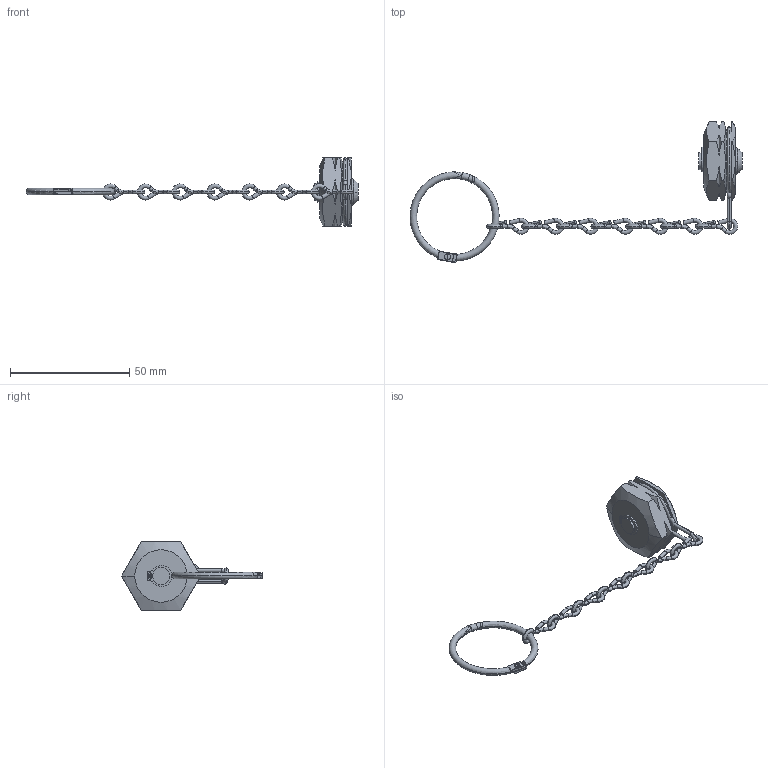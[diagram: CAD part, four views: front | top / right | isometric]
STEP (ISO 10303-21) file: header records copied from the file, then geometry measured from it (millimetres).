
FILE_DESCRIPTION (( 'STEP AP203' ), '1' );
FILE_NAME ('CAP-GT350SS-TVR.STEP', '2025-08-20T19:25:53', ( '' ), ( '' ), 'SwSTEP 2.0', 'SolidWorks 2018', '' );
FILE_SCHEMA (( 'CONFIG_CONTROL_DESIGN' ));
Length unit declared in the file: inch
Products named in the file (11): ASY-000211_Straight Chain; PRT-001099; CAP-GT350SS-TVR; PRT-000119; PRT-004001_97633A150; PRT-000846; ASY-000291; PRT-002239_STAINLESS; PRT-002245_RING-1.187D HALF; PRT-000120; PRT-002255_SMALL PIN
Assembly tree (17 placements, depth 3):
  CAP-GT350SS-TVR
    PRT-001099
    PRT-000119
    PRT-000120
    PRT-004001_97633A150
    PRT-000846
    ASY-000211_Straight Chain
      PRT-002239_STAINLESS  x7
    ASY-000291
      PRT-002245_RING-1.187D HALF  x2
      PRT-002255_SMALL PIN
Bounding box: 139.06 x 58.94 x 28.57 mm (x, y, z)
Volume: 8076 mm3; surface area: 7984.9 mm2
Topology: 15 solids, 15 shells, 385 faces, 889 edges, 525 vertices
Faces by surface type: cylinder 141, torus 80, plane 69, bspline 39, cone 36, sphere 20
Entity records: 9513 total; most frequent: CARTESIAN_POINT 3271, DIRECTION 1080, ORIENTED_EDGE 996, EDGE_CURVE 498, AXIS2_PLACEMENT_3D 463, VERTEX_POINT 304, CIRCLE 235, EDGE_LOOP 234
